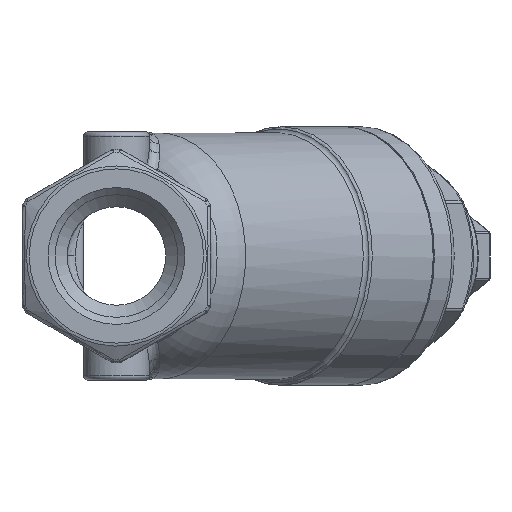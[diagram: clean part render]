
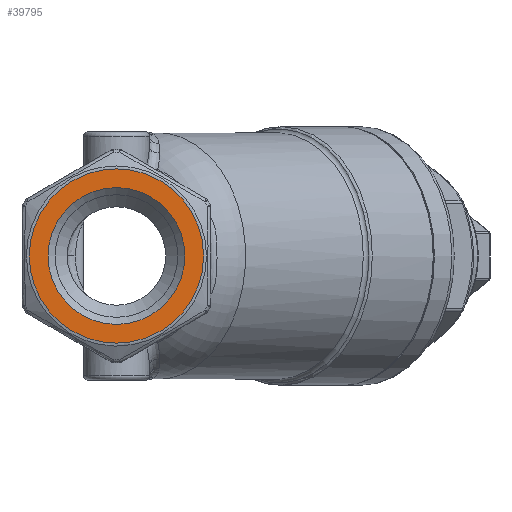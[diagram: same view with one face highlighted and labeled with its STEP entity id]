
A CAD part, left-side view. The second image highlights one B-rep face of the part: STEP entity #39795.
In plain terms, the highlighted planar face has unit normal (-1, 0, 0).
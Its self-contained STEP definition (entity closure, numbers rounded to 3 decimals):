
#6949 = ORIENTED_EDGE ( 'NONE', *, *, #17649, .F. ) ;
#6950 = ORIENTED_EDGE ( 'NONE', *, *, #17817, .T. ) ;
#17649 = EDGE_CURVE ( 'NONE', #20159, #20159, #34951, .T. ) ;
#17817 = EDGE_CURVE ( 'NONE', #20167, #20167, #35037, .T. ) ;
#18493 = AXIS2_PLACEMENT_3D ( 'NONE', #19309, #19310, #19311 ) ;
#19250 = FACE_OUTER_BOUND ( 'NONE', #24763, .T. ) ;
#19299 = FACE_BOUND ( 'NONE', #38451, .T. ) ;
#19300 = PLANE ( 'NONE',  #18493 ) ;
#19309 = CARTESIAN_POINT ( 'NONE',  ( 0., 0., 0. ) ) ;
#19310 = DIRECTION ( 'NONE',  ( 1., 0., 0. ) ) ;
#19311 = DIRECTION ( 'NONE',  ( 0., 0., -1. ) ) ;
#20159 = VERTEX_POINT ( 'NONE', #20162 ) ;
#20162 = CARTESIAN_POINT ( 'NONE',  ( 0., 0., 8.33 ) ) ;
#20167 = VERTEX_POINT ( 'NONE', #20170 ) ;
#20170 = CARTESIAN_POINT ( 'NONE',  ( 0., 0., -10.612 ) ) ;
#24441 = CARTESIAN_POINT ( 'NONE',  ( 0., 0., 0. ) ) ;
#24442 = DIRECTION ( 'NONE',  ( -1., 0., 0. ) ) ;
#24443 = DIRECTION ( 'NONE',  ( 0., 0., -1. ) ) ;
#24763 = EDGE_LOOP ( 'NONE', ( #6950 ) ) ;
#27158 = CARTESIAN_POINT ( 'NONE',  ( 0., 0., 0. ) ) ;
#27159 = DIRECTION ( 'NONE',  ( -1., 0., 0. ) ) ;
#27160 = DIRECTION ( 'NONE',  ( 0., 0., 1. ) ) ;
#34951 = CIRCLE ( 'NONE', #34953, 8.33 ) ;
#34953 = AXIS2_PLACEMENT_3D ( 'NONE', #27158, #27159, #27160 ) ;
#35037 = CIRCLE ( 'NONE', #35038, 10.612 ) ;
#35038 = AXIS2_PLACEMENT_3D ( 'NONE', #24441, #24442, #24443 ) ;
#38451 = EDGE_LOOP ( 'NONE', ( #6949 ) ) ;
#39795 = ADVANCED_FACE ( 'NONE', ( #19250, #19299 ), #19300, .F. ) ;
